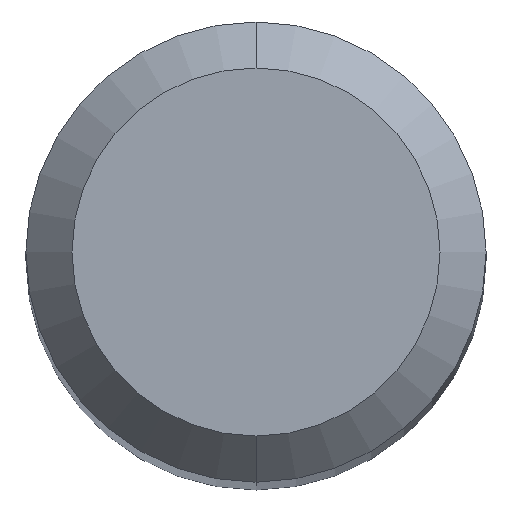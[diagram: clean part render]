
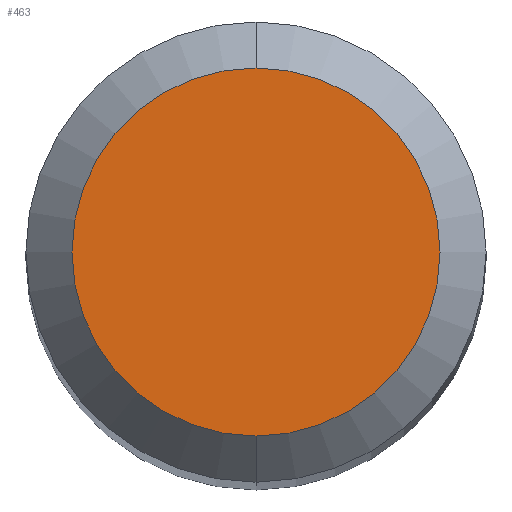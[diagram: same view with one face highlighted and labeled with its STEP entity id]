
A CAD part, top view. The second image highlights one B-rep face of the part: STEP entity #463.
In plain terms, the highlighted planar face has unit normal (0, 0, 1).
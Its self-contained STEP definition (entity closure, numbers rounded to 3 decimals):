
#191=VERTEX_POINT('',#499);
#243=EDGE_CURVE('',#313,#191,#555,.T.);
#313=VERTEX_POINT('',#633);
#375=EDGE_CURVE('',#191,#313,#701,.T.);
#463=ADVANCED_FACE('',(#799),#800,.T.);
#499=CARTESIAN_POINT('',(0.0,1.2,0.0));
#555=CIRCLE('',#975,1.2);
#633=CARTESIAN_POINT('',(0.,-1.2,0.0));
#701=CIRCLE('',#1243,1.2);
#799=FACE_OUTER_BOUND('',#1442,.T.);
#800=PLANE('',#1443);
#975=AXIS2_PLACEMENT_3D('',#1510,#1511,#1512);
#1243=AXIS2_PLACEMENT_3D('',#1667,#1668,#1669);
#1442=EDGE_LOOP('',(#1800,#1801));
#1443=AXIS2_PLACEMENT_3D('',#1802,#1803,#1804);
#1510=CARTESIAN_POINT('',(0.0,0.0,0.0));
#1511=DIRECTION('',(0.0,0.0,-1.0));
#1512=DIRECTION('',(0.0,1.0,0.0));
#1667=CARTESIAN_POINT('',(0.0,0.0,0.0));
#1668=DIRECTION('',(0.0,0.0,-1.0));
#1669=DIRECTION('',(0.0,1.0,0.0));
#1800=ORIENTED_EDGE('',*,*,#375,.F.);
#1801=ORIENTED_EDGE('',*,*,#243,.F.);
#1802=CARTESIAN_POINT('',(0.0,0.6,0.0));
#1803=DIRECTION('',(-0.0,0.0,1.0));
#1804=DIRECTION('',(0.0,-1.0,0.0));
